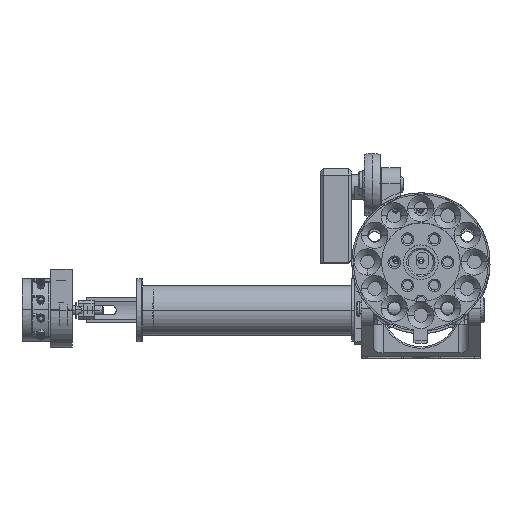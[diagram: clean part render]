
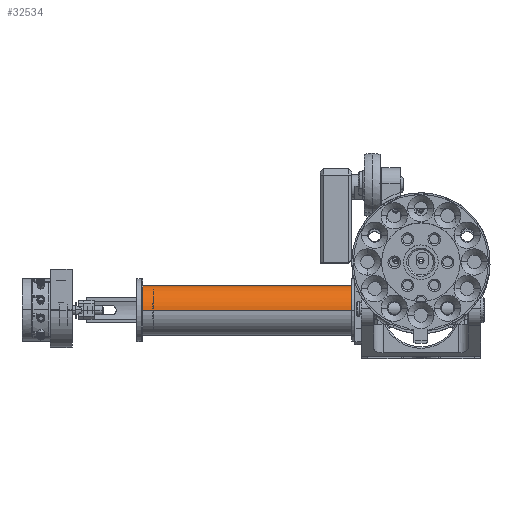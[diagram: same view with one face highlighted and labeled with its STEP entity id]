
A CAD part, top view. The second image highlights one B-rep face of the part: STEP entity #32534.
In plain terms, the highlighted cylindrical face has radius 8 mm (diameter 16 mm), a partial arc.
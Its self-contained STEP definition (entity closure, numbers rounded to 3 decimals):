
#2843 = VERTEX_POINT ( 'NONE', #28952 ) ;
#3366 = CIRCLE ( 'NONE', #26459, 8. ) ;
#7285 = LINE ( 'NONE', #19846, #8201 ) ;
#7822 = VERTEX_POINT ( 'NONE', #12114 ) ;
#8201 = VECTOR ( 'NONE', #14628, 1000. ) ;
#9019 = AXIS2_PLACEMENT_3D ( 'NONE', #32991, #36397, #30337 ) ;
#9435 = VERTEX_POINT ( 'NONE', #20766 ) ;
#10326 = ORIENTED_EDGE ( 'NONE', *, *, #26907, .T. ) ;
#10445 = VECTOR ( 'NONE', #11438, 1000. ) ;
#11438 = DIRECTION ( 'NONE',  ( -1., 0., 0. ) ) ;
#12114 = CARTESIAN_POINT ( 'NONE',  ( 72.7, 0., 8. ) ) ;
#13469 = DIRECTION ( 'NONE',  ( 0., 0., 1. ) ) ;
#13591 = DIRECTION ( 'NONE',  ( -1., 0., 0. ) ) ;
#14628 = DIRECTION ( 'NONE',  ( -1., 0., 0. ) ) ;
#15034 = ORIENTED_EDGE ( 'NONE', *, *, #23752, .F. ) ;
#15423 = CYLINDRICAL_SURFACE ( 'NONE', #9019, 8. ) ;
#17414 = DIRECTION ( 'NONE',  ( 0., 0., 1. ) ) ;
#17526 = CARTESIAN_POINT ( 'NONE',  ( 6., 0., 0. ) ) ;
#18054 = ORIENTED_EDGE ( 'NONE', *, *, #33100, .T. ) ;
#18134 = LINE ( 'NONE', #20056, #10445 ) ;
#18373 = EDGE_CURVE ( 'NONE', #7822, #2843, #18134, .T. ) ;
#19001 = EDGE_LOOP ( 'NONE', ( #18054, #10326, #15034, #26692 ) ) ;
#19846 = CARTESIAN_POINT ( 'NONE',  ( 0., 0., -8. ) ) ;
#20056 = CARTESIAN_POINT ( 'NONE',  ( 0., 0., 8. ) ) ;
#20580 = DIRECTION ( 'NONE',  ( -1., 0., 0. ) ) ;
#20766 = CARTESIAN_POINT ( 'NONE',  ( 6., 0., -8. ) ) ;
#22691 = VERTEX_POINT ( 'NONE', #34885 ) ;
#23752 = EDGE_CURVE ( 'NONE', #2843, #9435, #3366, .T. ) ;
#26459 = AXIS2_PLACEMENT_3D ( 'NONE', #17526, #20580, #17414 ) ;
#26692 = ORIENTED_EDGE ( 'NONE', *, *, #18373, .F. ) ;
#26907 = EDGE_CURVE ( 'NONE', #22691, #9435, #7285, .T. ) ;
#28952 = CARTESIAN_POINT ( 'NONE',  ( 6., 0., 8. ) ) ;
#30337 = DIRECTION ( 'NONE',  ( 0., 0., 1. ) ) ;
#32534 = ADVANCED_FACE ( 'NONE', ( #35321 ), #15423, .T. ) ;
#32991 = CARTESIAN_POINT ( 'NONE',  ( 0., 0., 0. ) ) ;
#33100 = EDGE_CURVE ( 'NONE', #7822, #22691, #36634, .T. ) ;
#34885 = CARTESIAN_POINT ( 'NONE',  ( 72.7, 0., -8. ) ) ;
#35321 = FACE_OUTER_BOUND ( 'NONE', #19001, .T. ) ;
#36170 = AXIS2_PLACEMENT_3D ( 'NONE', #36742, #13591, #13469 ) ;
#36397 = DIRECTION ( 'NONE',  ( -1., 0., 0. ) ) ;
#36634 = CIRCLE ( 'NONE', #36170, 8. ) ;
#36742 = CARTESIAN_POINT ( 'NONE',  ( 72.7, 0., 0. ) ) ;
